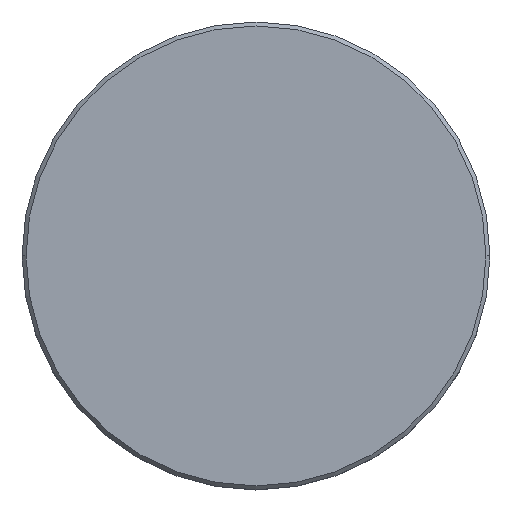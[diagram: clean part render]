
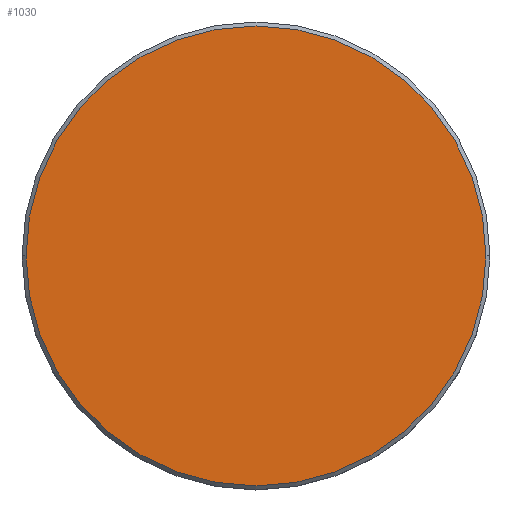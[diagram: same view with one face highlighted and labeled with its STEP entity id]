
A CAD part, top view. The second image highlights one B-rep face of the part: STEP entity #1030.
In plain terms, the highlighted planar face has unit normal (0, 0, 1).
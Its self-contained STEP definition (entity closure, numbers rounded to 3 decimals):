
#23 = DIRECTION ( 'NONE',  ( 0., 0., 1. ) ) ;
#34 = AXIS2_PLACEMENT_3D ( 'NONE', #579, #23, #134 ) ;
#35 = FACE_OUTER_BOUND ( 'NONE', #297, .T. ) ;
#134 = DIRECTION ( 'NONE',  ( 1., 0., 0. ) ) ;
#137 = DIRECTION ( 'NONE',  ( 0., 0., 1. ) ) ;
#144 = CARTESIAN_POINT ( 'NONE',  ( 0., 0., 0. ) ) ;
#172 = VERTEX_POINT ( 'NONE', #927 ) ;
#177 = AXIS2_PLACEMENT_3D ( 'NONE', #848, #137, #764 ) ;
#242 = CARTESIAN_POINT ( 'NONE',  ( 29., 0., 0. ) ) ;
#297 = EDGE_LOOP ( 'NONE', ( #728, #317 ) ) ;
#317 = ORIENTED_EDGE ( 'NONE', *, *, #1051, .T. ) ;
#422 = CIRCLE ( 'NONE', #34, 29. ) ;
#505 = DIRECTION ( 'NONE',  ( 1., 0., 0. ) ) ;
#579 = CARTESIAN_POINT ( 'NONE',  ( 0., 0., 0. ) ) ;
#669 = PLANE ( 'NONE',  #177 ) ;
#697 = EDGE_CURVE ( 'NONE', #172, #858, #422, .T. ) ;
#728 = ORIENTED_EDGE ( 'NONE', *, *, #697, .T. ) ;
#750 = CIRCLE ( 'NONE', #1084, 29. ) ;
#764 = DIRECTION ( 'NONE',  ( 1., 0., 0. ) ) ;
#848 = CARTESIAN_POINT ( 'NONE',  ( 0., 0., 0. ) ) ;
#858 = VERTEX_POINT ( 'NONE', #242 ) ;
#927 = CARTESIAN_POINT ( 'NONE',  ( -29., 0., 0. ) ) ;
#1030 = ADVANCED_FACE ( 'NONE', ( #35 ), #669, .T. ) ;
#1045 = DIRECTION ( 'NONE',  ( 0., 0., 1. ) ) ;
#1051 = EDGE_CURVE ( 'NONE', #858, #172, #750, .T. ) ;
#1084 = AXIS2_PLACEMENT_3D ( 'NONE', #144, #1045, #505 ) ;
